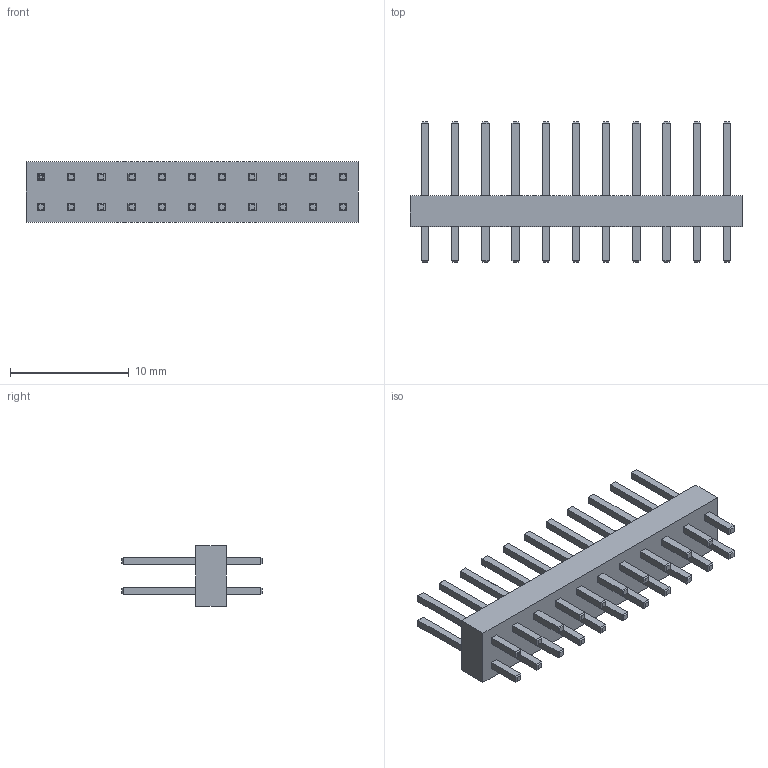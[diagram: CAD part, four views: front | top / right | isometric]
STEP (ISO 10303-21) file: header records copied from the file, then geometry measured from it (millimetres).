
FILE_DESCRIPTION(('STEP AP214'), '1');
FILE_NAME('Vilka CNP346-22蟠21-2', '2019-10-18T08:31:00', (' user '), (''), 'ASCON STEP Converter 1.3', 'ASCON Math Kernel', '');
FILE_SCHEMA(('AUTOMOTIVE_DESIGN { 1 0 10303 214 3 1 1}'));
Length unit declared in the file: millimetre
Bounding box: 27.94 x 11.8 x 5.08 mm (x, y, z)
Volume: 446.3 mm3; surface area: 950.5 mm2
Topology: 1 solids, 1 shells, 404 faces, 895 edges, 538 vertices
Faces by surface type: plane 403, cylinder 1
Full cylindrical faces by diameter (mm): 0.3 x1
Entity records: 13944 total; most frequent: CARTESIAN_POINT 1837, ORIENTED_EDGE 1788, DIRECTION 1706, EDGE_CURVE 894, LINE 892, VECTOR 892, VERTEX_POINT 538, EDGE_LOOP 450
